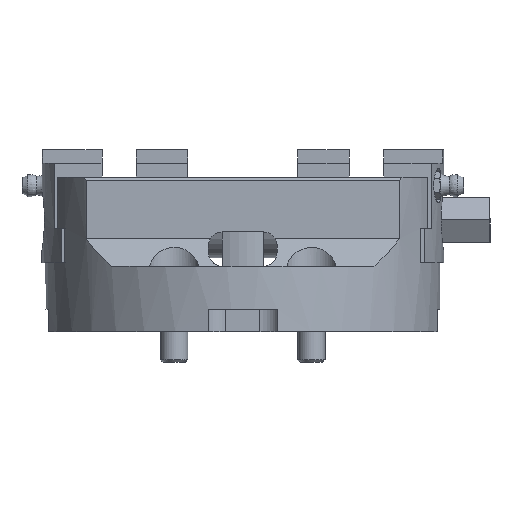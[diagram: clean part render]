
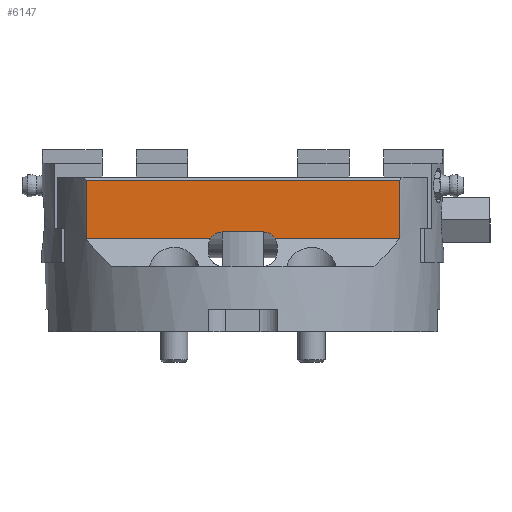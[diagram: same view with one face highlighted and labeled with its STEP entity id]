
A CAD part, left-side view. The second image highlights one B-rep face of the part: STEP entity #6147.
In plain terms, the highlighted planar face has unit normal (-1, 0, 0).
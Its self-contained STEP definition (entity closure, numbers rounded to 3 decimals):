
#375=FACE_OUTER_BOUND('',#726,.T.);
#726=EDGE_LOOP('',(#3832,#3833,#3834,#3835,#3836,#3837,#3838,#3839));
#1142=CIRCLE('',#6621,4.);
#1143=CIRCLE('',#6622,4.);
#1401=LINE('',#9021,#1881);
#1402=LINE('',#9023,#1882);
#1403=LINE('',#9025,#1883);
#1404=LINE('',#9027,#1884);
#1405=LINE('',#9029,#1885);
#1406=LINE('',#9032,#1886);
#1881=VECTOR('',#7269,10.);
#1882=VECTOR('',#7270,10.);
#1883=VECTOR('',#7271,10.);
#1884=VECTOR('',#7272,10.);
#1885=VECTOR('',#7273,10.);
#1886=VECTOR('',#7276,10.);
#2363=VERTEX_POINT('',#9017);
#2364=VERTEX_POINT('',#9018);
#2365=VERTEX_POINT('',#9020);
#2366=VERTEX_POINT('',#9022);
#2367=VERTEX_POINT('',#9024);
#2368=VERTEX_POINT('',#9026);
#2369=VERTEX_POINT('',#9028);
#2370=VERTEX_POINT('',#9030);
#2954=EDGE_CURVE('',#2363,#2364,#1142,.T.);
#2955=EDGE_CURVE('',#2365,#2364,#1401,.T.);
#2956=EDGE_CURVE('',#2365,#2366,#1402,.T.);
#2957=EDGE_CURVE('',#2367,#2366,#1403,.T.);
#2958=EDGE_CURVE('',#2368,#2367,#1404,.T.);
#2959=EDGE_CURVE('',#2369,#2368,#1405,.T.);
#2960=EDGE_CURVE('',#2369,#2370,#1143,.T.);
#2961=EDGE_CURVE('',#2370,#2363,#1406,.T.);
#3832=ORIENTED_EDGE('',*,*,#2954,.T.);
#3833=ORIENTED_EDGE('',*,*,#2955,.F.);
#3834=ORIENTED_EDGE('',*,*,#2956,.T.);
#3835=ORIENTED_EDGE('',*,*,#2957,.F.);
#3836=ORIENTED_EDGE('',*,*,#2958,.F.);
#3837=ORIENTED_EDGE('',*,*,#2959,.F.);
#3838=ORIENTED_EDGE('',*,*,#2960,.T.);
#3839=ORIENTED_EDGE('',*,*,#2961,.T.);
#5581=PLANE('',#6620);
#6147=ADVANCED_FACE('',(#375),#5581,.F.);
#6620=AXIS2_PLACEMENT_3D('',#9016,#7265,#7266);
#6621=AXIS2_PLACEMENT_3D('',#9019,#7267,#7268);
#6622=AXIS2_PLACEMENT_3D('',#9031,#7274,#7275);
#7265=DIRECTION('center_axis',(1.,0.,0.));
#7266=DIRECTION('ref_axis',(0.,0.,-1.));
#7267=DIRECTION('center_axis',(1.,0.,0.));
#7268=DIRECTION('ref_axis',(0.,0.,1.));
#7269=DIRECTION('',(0.,1.,0.));
#7270=DIRECTION('',(0.,0.,1.));
#7271=DIRECTION('',(0.,-1.,0.));
#7272=DIRECTION('',(0.,0.,1.));
#7273=DIRECTION('',(0.,1.,0.));
#7274=DIRECTION('center_axis',(1.,0.,0.));
#7275=DIRECTION('ref_axis',(0.,1.,0.));
#7276=DIRECTION('',(0.,-1.,0.));
#9016=CARTESIAN_POINT('Origin',(-35.,0.,35.603));
#9017=CARTESIAN_POINT('',(-35.,-6.,29.));
#9018=CARTESIAN_POINT('',(-35.,-9.464,27.));
#9019=CARTESIAN_POINT('Origin',(-35.,-6.,25.));
#9020=CARTESIAN_POINT('',(-35.,-45.621,27.));
#9021=CARTESIAN_POINT('',(-35.,-25.81,27.));
#9022=CARTESIAN_POINT('',(-35.,-45.621,44.));
#9023=CARTESIAN_POINT('',(-35.,-45.621,0.));
#9024=CARTESIAN_POINT('',(-35.,45.621,44.));
#9025=CARTESIAN_POINT('',(-35.,-22.81,44.));
#9026=CARTESIAN_POINT('',(-35.,45.621,27.));
#9027=CARTESIAN_POINT('',(-35.,45.621,0.));
#9028=CARTESIAN_POINT('',(-35.,9.464,27.));
#9029=CARTESIAN_POINT('',(-35.,-25.81,27.));
#9030=CARTESIAN_POINT('',(-35.,6.,29.));
#9031=CARTESIAN_POINT('Origin',(-35.,6.,25.));
#9032=CARTESIAN_POINT('',(-35.,-19.81,29.));
